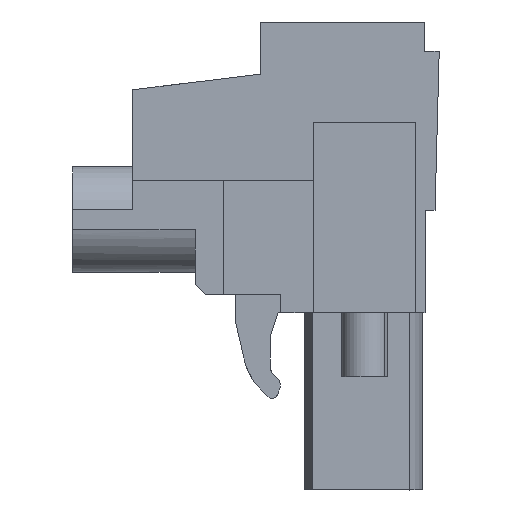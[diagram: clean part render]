
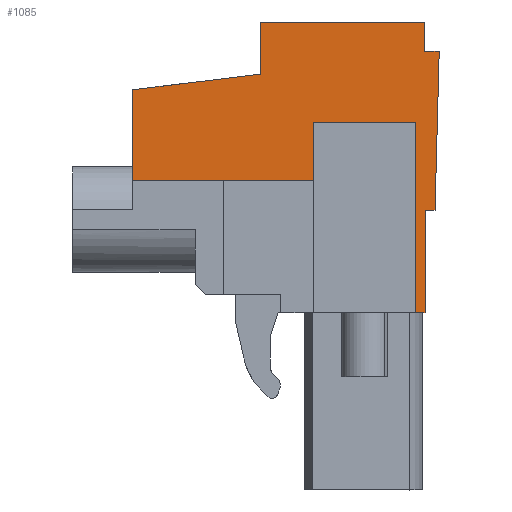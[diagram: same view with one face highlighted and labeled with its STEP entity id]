
A CAD part, left-side view. The second image highlights one B-rep face of the part: STEP entity #1085.
In plain terms, the highlighted planar face has unit normal (-1, 0, 0).
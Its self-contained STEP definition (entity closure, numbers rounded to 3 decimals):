
#985=AXIS2_PLACEMENT_3D('Plane Axis2P3D',#982,#983,#984) ;
#40=CARTESIAN_POINT('Vertex',(4.94,8.9,20.75)) ;
#45=CARTESIAN_POINT('Line Origine',(4.94,8.9,22.05)) ;
#49=CARTESIAN_POINT('Vertex',(4.94,8.9,23.35)) ;
#845=CARTESIAN_POINT('Vertex',(4.94,15.25,19.97)) ;
#848=CARTESIAN_POINT('Line Origine',(4.94,12.075,20.36)) ;
#982=CARTESIAN_POINT('Axis2P3D Location',(4.94,-1.91,-25.3)) ;
#987=CARTESIAN_POINT('Line Origine',(4.94,0.908,8.85)) ;
#991=CARTESIAN_POINT('Vertex',(4.94,1.139,8.85)) ;
#993=CARTESIAN_POINT('Vertex',(4.94,0.677,8.85)) ;
#996=CARTESIAN_POINT('Line Origine',(4.94,0.664,11.4)) ;
#1000=CARTESIAN_POINT('Vertex',(4.94,0.65,13.95)) ;
#1003=CARTESIAN_POINT('Line Origine',(4.94,0.414,13.95)) ;
#1007=CARTESIAN_POINT('Vertex',(4.94,0.179,13.95)) ;
#1010=CARTESIAN_POINT('Line Origine',(4.94,0.075,17.925)) ;
#1014=CARTESIAN_POINT('Vertex',(4.94,-0.029,21.9)) ;
#1017=CARTESIAN_POINT('Line Origine',(4.94,0.335,21.9)) ;
#1021=CARTESIAN_POINT('Vertex',(4.94,0.7,21.9)) ;
#1024=CARTESIAN_POINT('Line Origine',(4.94,0.7,22.625)) ;
#1028=CARTESIAN_POINT('Vertex',(4.94,0.7,23.35)) ;
#1031=CARTESIAN_POINT('Line Origine',(4.94,4.8,23.35)) ;
#1036=CARTESIAN_POINT('Line Origine',(4.94,15.25,17.71)) ;
#1040=CARTESIAN_POINT('Vertex',(4.94,15.25,15.45)) ;
#1043=CARTESIAN_POINT('Line Origine',(4.94,10.744,15.45)) ;
#1047=CARTESIAN_POINT('Vertex',(4.94,6.239,15.45)) ;
#1050=CARTESIAN_POINT('Line Origine',(4.94,6.239,16.68)) ;
#1054=CARTESIAN_POINT('Vertex',(4.94,6.239,17.91)) ;
#1057=CARTESIAN_POINT('Line Origine',(4.94,3.689,17.91)) ;
#1061=CARTESIAN_POINT('Vertex',(4.94,1.139,17.91)) ;
#1064=CARTESIAN_POINT('Line Origine',(4.94,1.139,13.38)) ;
#46=DIRECTION('Vector Direction',(0.,0.,1.)) ;
#849=DIRECTION('Vector Direction',(0.,-0.993,0.122)) ;
#983=DIRECTION('Axis2P3D Direction',(-1.,0.,0.)) ;
#984=DIRECTION('Axis2P3D XDirection',(0.,-1.,0.)) ;
#988=DIRECTION('Vector Direction',(0.,-1.,0.)) ;
#997=DIRECTION('Vector Direction',(0.,-0.005,1.)) ;
#1004=DIRECTION('Vector Direction',(0.,1.,0.)) ;
#1011=DIRECTION('Vector Direction',(0.,0.026,-1.)) ;
#1018=DIRECTION('Vector Direction',(0.,-1.,0.)) ;
#1025=DIRECTION('Vector Direction',(0.,0.,-1.)) ;
#1032=DIRECTION('Vector Direction',(0.,-1.,0.)) ;
#1037=DIRECTION('Vector Direction',(0.,0.,-1.)) ;
#1044=DIRECTION('Vector Direction',(0.,1.,0.)) ;
#1051=DIRECTION('Vector Direction',(0.,0.,-1.)) ;
#1058=DIRECTION('Vector Direction',(0.,-1.,0.)) ;
#1065=DIRECTION('Vector Direction',(0.,0.,-1.)) ;
#47=VECTOR('Line Direction',#46,1.) ;
#850=VECTOR('Line Direction',#849,1.) ;
#989=VECTOR('Line Direction',#988,1.) ;
#998=VECTOR('Line Direction',#997,1.) ;
#1005=VECTOR('Line Direction',#1004,1.) ;
#1012=VECTOR('Line Direction',#1011,1.) ;
#1019=VECTOR('Line Direction',#1018,1.) ;
#1026=VECTOR('Line Direction',#1025,1.) ;
#1033=VECTOR('Line Direction',#1032,1.) ;
#1038=VECTOR('Line Direction',#1037,1.) ;
#1045=VECTOR('Line Direction',#1044,1.) ;
#1052=VECTOR('Line Direction',#1051,1.) ;
#1059=VECTOR('Line Direction',#1058,1.) ;
#1066=VECTOR('Line Direction',#1065,1.) ;
#1070=ORIENTED_EDGE('',*,*,#995,.T.) ;
#1071=ORIENTED_EDGE('',*,*,#1002,.T.) ;
#1072=ORIENTED_EDGE('',*,*,#1009,.T.) ;
#1073=ORIENTED_EDGE('',*,*,#1016,.T.) ;
#1074=ORIENTED_EDGE('',*,*,#1023,.T.) ;
#1075=ORIENTED_EDGE('',*,*,#1030,.T.) ;
#1076=ORIENTED_EDGE('',*,*,#1035,.T.) ;
#1077=ORIENTED_EDGE('',*,*,#51,.T.) ;
#1078=ORIENTED_EDGE('',*,*,#852,.T.) ;
#1079=ORIENTED_EDGE('',*,*,#1042,.T.) ;
#1080=ORIENTED_EDGE('',*,*,#1049,.F.) ;
#1081=ORIENTED_EDGE('',*,*,#1056,.T.) ;
#1082=ORIENTED_EDGE('',*,*,#1063,.T.) ;
#1083=ORIENTED_EDGE('',*,*,#1068,.F.) ;
#1085=ADVANCED_FACE('HOUSING',(#1084),#986,.T.) ;
#51=EDGE_CURVE('',#50,#41,#48,.F.) ;
#852=EDGE_CURVE('',#41,#846,#851,.F.) ;
#995=EDGE_CURVE('',#992,#994,#990,.T.) ;
#1002=EDGE_CURVE('',#994,#1001,#999,.T.) ;
#1009=EDGE_CURVE('',#1001,#1008,#1006,.F.) ;
#1016=EDGE_CURVE('',#1008,#1015,#1013,.F.) ;
#1023=EDGE_CURVE('',#1015,#1022,#1020,.F.) ;
#1030=EDGE_CURVE('',#1022,#1029,#1027,.F.) ;
#1035=EDGE_CURVE('',#1029,#50,#1034,.F.) ;
#1042=EDGE_CURVE('',#846,#1041,#1039,.T.) ;
#1049=EDGE_CURVE('',#1048,#1041,#1046,.T.) ;
#1056=EDGE_CURVE('',#1048,#1055,#1053,.F.) ;
#1063=EDGE_CURVE('',#1055,#1062,#1060,.T.) ;
#1068=EDGE_CURVE('',#992,#1062,#1067,.F.) ;
#1069=EDGE_LOOP('',(#1070,#1071,#1072,#1073,#1074,#1075,#1076,#1077,#1078,#1079,#1080,#1081,#1082,#1083)) ;
#1084=FACE_OUTER_BOUND('',#1069,.T.) ;
#48=LINE('Line',#45,#47) ;
#851=LINE('Line',#848,#850) ;
#990=LINE('Line',#987,#989) ;
#999=LINE('Line',#996,#998) ;
#1006=LINE('Line',#1003,#1005) ;
#1013=LINE('Line',#1010,#1012) ;
#1020=LINE('Line',#1017,#1019) ;
#1027=LINE('Line',#1024,#1026) ;
#1034=LINE('Line',#1031,#1033) ;
#1039=LINE('Line',#1036,#1038) ;
#1046=LINE('Line',#1043,#1045) ;
#1053=LINE('Line',#1050,#1052) ;
#1060=LINE('Line',#1057,#1059) ;
#1067=LINE('Line',#1064,#1066) ;
#986=PLANE('',#985) ;
#41=VERTEX_POINT('',#40) ;
#50=VERTEX_POINT('',#49) ;
#846=VERTEX_POINT('',#845) ;
#992=VERTEX_POINT('',#991) ;
#994=VERTEX_POINT('',#993) ;
#1001=VERTEX_POINT('',#1000) ;
#1008=VERTEX_POINT('',#1007) ;
#1015=VERTEX_POINT('',#1014) ;
#1022=VERTEX_POINT('',#1021) ;
#1029=VERTEX_POINT('',#1028) ;
#1041=VERTEX_POINT('',#1040) ;
#1048=VERTEX_POINT('',#1047) ;
#1055=VERTEX_POINT('',#1054) ;
#1062=VERTEX_POINT('',#1061) ;
